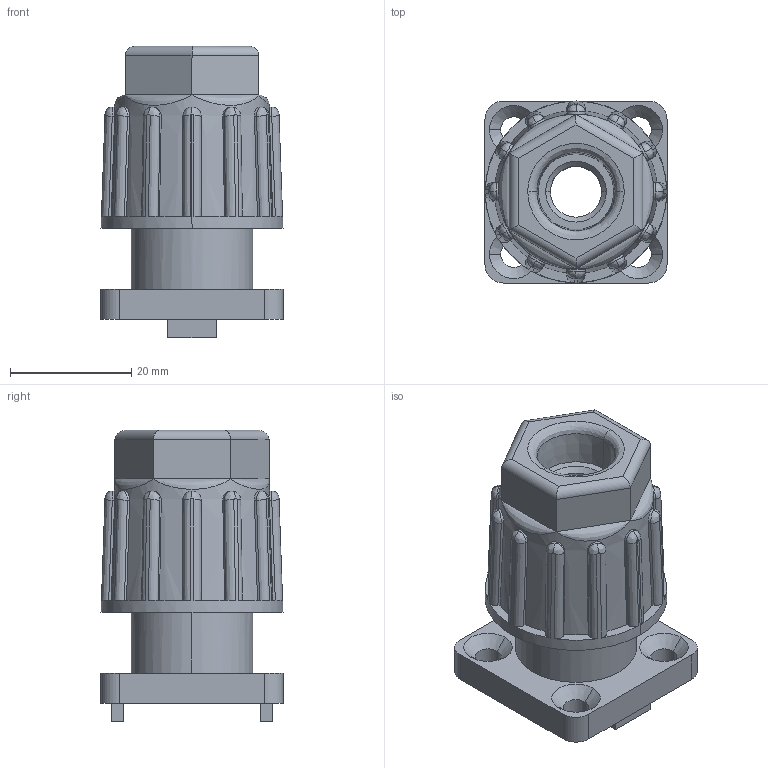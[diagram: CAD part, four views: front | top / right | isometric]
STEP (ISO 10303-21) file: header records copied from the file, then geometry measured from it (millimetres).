
FILE_DESCRIPTION (( 'STEP AP214' ), '1' );
FILE_NAME ('6418210', '2019-01-30T08:26:13', ( '' ), ('JUGARD+KÜNSTNER GmbH'), 'SwSTEP 2.0', 'SolidWorks 2017', '' );
FILE_SCHEMA (( 'AUTOMOTIVE_DESIGN' ));
Length unit declared in the file: millimetre
Products named in the file (3): Part2; Part1; 6418210
Assembly tree (2 placements, depth 2):
  6418210
    Part2
    Part1
Bounding box: 30 x 30 x 48 mm (x, y, z)
Volume: 14779.2 mm3; surface area: 13023.8 mm2
Topology: 2 solids, 2 shells, 373 faces, 1017 edges, 635 vertices
Faces by surface type: plane 169, cylinder 123, bspline 61, cone 20
Entity records: 18730 total; most frequent: CARTESIAN_POINT 5766, ORIENTED_EDGE 1986, DIRECTION 1629, EDGE_CURVE 993, VERTEX_POINT 635, AXIS2_PLACEMENT_3D 566, VECTOR 497, LINE 497
